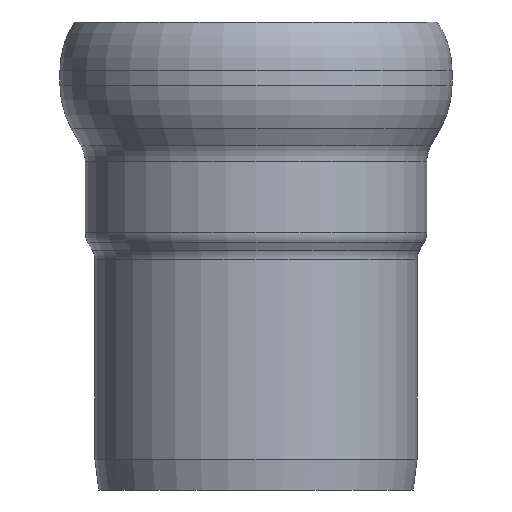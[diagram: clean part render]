
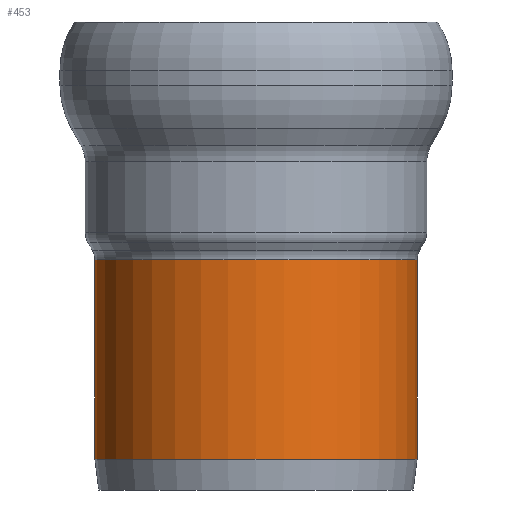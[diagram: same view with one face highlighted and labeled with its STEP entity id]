
A CAD part, front view. The second image highlights one B-rep face of the part: STEP entity #453.
In plain terms, the highlighted cylindrical face has radius 420 mm (diameter 840 mm), a full revolution.
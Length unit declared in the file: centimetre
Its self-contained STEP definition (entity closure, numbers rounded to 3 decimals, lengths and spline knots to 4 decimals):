
#24=CYLINDRICAL_SURFACE('',#547,42.);
#49=FACE_OUTER_BOUND('',#75,.T.);
#75=EDGE_LOOP('',(#345,#346,#347,#348,#349,#350));
#99=CIRCLE('',#517,42.);
#100=CIRCLE('',#518,42.);
#115=CIRCLE('',#538,42.);
#116=CIRCLE('',#539,42.);
#159=VERTEX_POINT('',#817);
#160=VERTEX_POINT('',#818);
#172=VERTEX_POINT('',#853);
#173=VERTEX_POINT('',#854);
#212=EDGE_CURVE('',#159,#160,#99,.T.);
#213=EDGE_CURVE('',#160,#159,#100,.T.);
#230=EDGE_CURVE('',#172,#173,#115,.T.);
#231=EDGE_CURVE('',#173,#172,#116,.T.);
#239=EDGE_CURVE('',#159,#173,#478,.T.);
#345=ORIENTED_EDGE('',*,*,#212,.T.);
#346=ORIENTED_EDGE('',*,*,#213,.T.);
#347=ORIENTED_EDGE('',*,*,#239,.T.);
#348=ORIENTED_EDGE('',*,*,#230,.F.);
#349=ORIENTED_EDGE('',*,*,#231,.F.);
#350=ORIENTED_EDGE('',*,*,#239,.F.);
#453=ADVANCED_FACE('',(#49),#24,.T.);
#478=LINE('',#871,#493);
#493=VECTOR('',#693,42.);
#517=AXIS2_PLACEMENT_3D('',#819,#626,#627);
#518=AXIS2_PLACEMENT_3D('',#820,#628,#629);
#538=AXIS2_PLACEMENT_3D('',#855,#670,#671);
#539=AXIS2_PLACEMENT_3D('',#856,#672,#673);
#547=AXIS2_PLACEMENT_3D('',#870,#691,#692);
#626=DIRECTION('center_axis',(0.,0.,-1.));
#627=DIRECTION('ref_axis',(1.,0.,0.));
#628=DIRECTION('center_axis',(0.,0.,-1.));
#629=DIRECTION('ref_axis',(1.,0.,0.));
#670=DIRECTION('center_axis',(0.,0.,-1.));
#671=DIRECTION('ref_axis',(-1.,0.,0.));
#672=DIRECTION('center_axis',(0.,0.,-1.));
#673=DIRECTION('ref_axis',(-1.,0.,0.));
#691=DIRECTION('center_axis',(0.,0.,1.));
#692=DIRECTION('ref_axis',(1.,0.,0.));
#693=DIRECTION('',(0.,0.,-1.));
#817=CARTESIAN_POINT('',(-42.,0.,60.));
#818=CARTESIAN_POINT('',(0.,42.,60.));
#819=CARTESIAN_POINT('Origin',(0.,0.,60.));
#820=CARTESIAN_POINT('Origin',(0.,0.,60.));
#853=CARTESIAN_POINT('',(0.,42.,8.0623));
#854=CARTESIAN_POINT('',(-42.,0.,8.0623));
#855=CARTESIAN_POINT('Origin',(0.,0.,8.0623));
#856=CARTESIAN_POINT('Origin',(0.,0.,8.0623));
#870=CARTESIAN_POINT('Origin',(0.,0.,41.));
#871=CARTESIAN_POINT('',(-42.,0.,41.));
